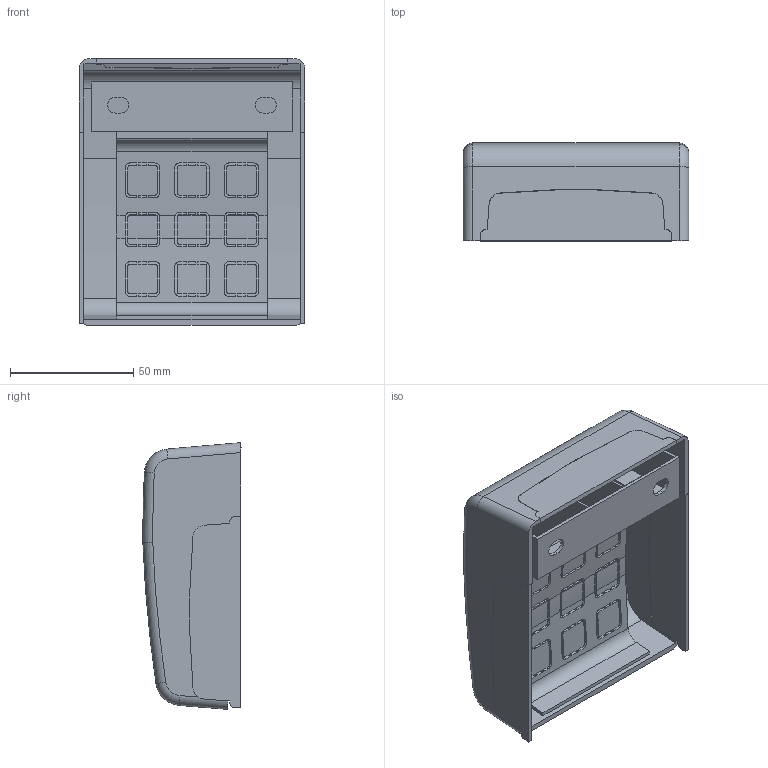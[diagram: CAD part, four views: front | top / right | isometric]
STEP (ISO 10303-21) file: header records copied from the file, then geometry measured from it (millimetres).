
FILE_DESCRIPTION (( 'STEP AP203' ), '1' );
FILE_NAME ('CKK11D-T-080-020-K01 Ò-îáðàçíûé óãîë ÊÌÒÏ 80õ20.STEP', '2016-07-11T06:42:10', ( '' ), ( '' ), 'SwSTEP 2.0', 'SolidWorks 2014', '' );
FILE_SCHEMA (( 'CONFIG_CONTROL_DESIGN' ));
Length unit declared in the file: millimetre
Products named in the file (4): îñíîâàíèå; êðûøêà; 諘蜱齁罻; CKK11D-T-080-020-K01 Ò-îáðàçíûé óãîë ÊÌÒÏ 80õ20
Assembly tree (5 placements, depth 2):
  CKK11D-T-080-020-K01 Ò-îáðàçíûé óãîë ÊÌÒÏ 80õ20
    îñíîâàíèå
    êðûøêà
    諘蜱齁罻  x3
Bounding box: 91.5 x 39.77 x 108 mm (x, y, z)
Volume: 62053.6 mm3; surface area: 76627.5 mm2
Topology: 5 solids, 5 shells, 509 faces, 1511 edges, 1000 vertices
Faces by surface type: plane 337, cylinder 162, torus 8, sphere 2
Entity records: 16557 total; most frequent: CARTESIAN_POINT 3464, ORIENTED_EDGE 2854, DIRECTION 2377, EDGE_CURVE 1427, VECTOR 1075, LINE 1075, VERTEX_POINT 944, AXIS2_PLACEMENT_3D 651
